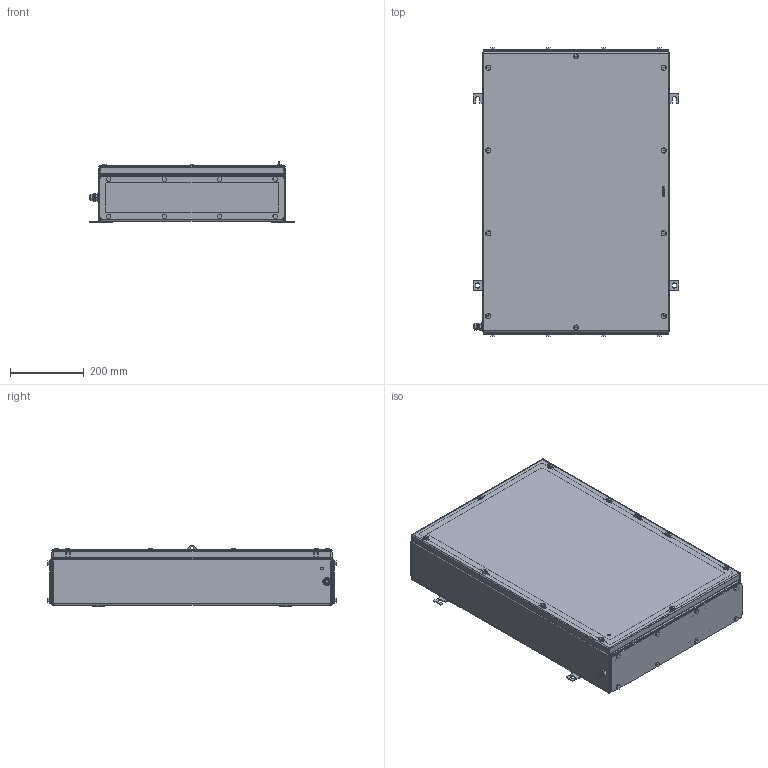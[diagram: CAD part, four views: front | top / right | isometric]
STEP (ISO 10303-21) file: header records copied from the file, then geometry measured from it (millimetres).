
FILE_DESCRIPTION(('CATIA V5 STEP Exchange','CAx-IF Rec.Pracs.--- Model Styling and Organization---1.4--- 2014-01-23'),'2;1');
FILE_NAME ('008581-5_2_1195420000_1195420000.stp','2019-07-19T06:49:24+00:00',('none'),('Weidmueller'),'CATIA Version 5-6 Release 2016 SP3 HF44','CATIA V5 STEP AP214','none');
FILE_SCHEMA(('AUTOMOTIVE_DESIGN { 1 0 10303 214 1 1 1 1 }'));
Products named in the file (1): 1195420000
Bounding box: 559 x 784 x 165 mm (x, y, z)
Volume: 2480592.1 mm3; surface area: 2876413.6 mm2
Topology: 91 solids, 91 shells, 3006 faces, 7062 edges, 4179 vertices
Faces by surface type: cylinder 1285, plane 1111, torus 212, cone 182, sphere 156, bspline 60
Entity records: 84504 total; most frequent: CARTESIAN_POINT 20388, ORIENTED_EDGE 13688, DIRECTION 11236, EDGE_CURVE 6844, AXIS2_PLACEMENT_3D 5133, VERTEX_POINT 4179, VECTOR 3735, LINE 3735
